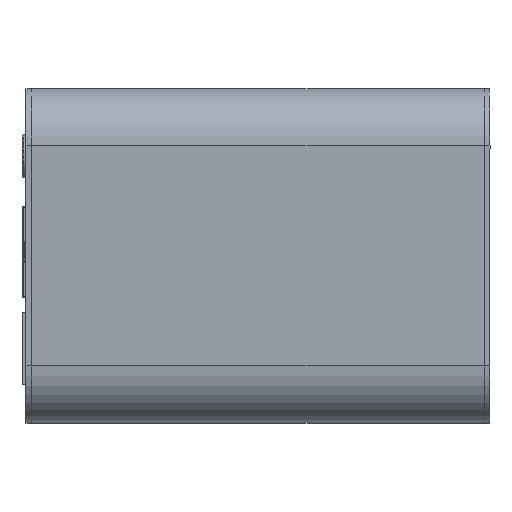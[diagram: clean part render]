
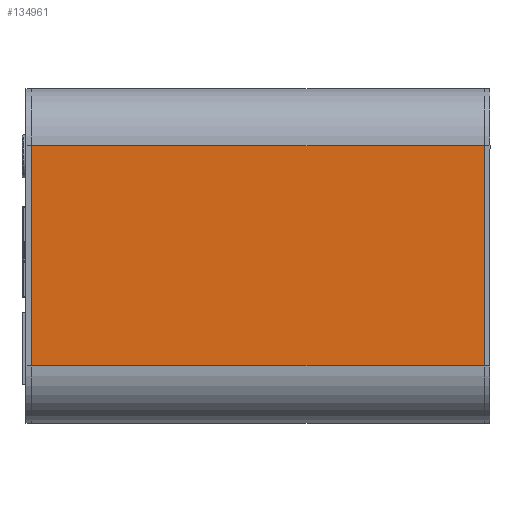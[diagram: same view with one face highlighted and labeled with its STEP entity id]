
A CAD part, top view. The second image highlights one B-rep face of the part: STEP entity #134961.
In plain terms, the highlighted planar face has unit normal (0, 0, 1).
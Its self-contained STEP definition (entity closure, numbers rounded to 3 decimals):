
#133812 = VERTEX_POINT('',#133813);
#133813 = CARTESIAN_POINT('',(-0.757,23.,
    17.193));
#133822 = EDGE_CURVE('',#133823,#133812,#133825,.T.);
#133823 = VERTEX_POINT('',#133824);
#133824 = CARTESIAN_POINT('',(93.843,23.,
    17.193));
#133825 = LINE('',#133826,#133827);
#133826 = CARTESIAN_POINT('',(40.501,23.,
    17.193));
#133827 = VECTOR('',#133828,1.);
#133828 = DIRECTION('',(-1.,0.,0.));
#134154 = VERTEX_POINT('',#134155);
#134155 = CARTESIAN_POINT('',(-0.757,-23.,
    17.193));
#134164 = EDGE_CURVE('',#133812,#134154,#134165,.T.);
#134165 = LINE('',#134166,#134167);
#134166 = CARTESIAN_POINT('',(-0.757,0.,
    17.193));
#134167 = VECTOR('',#134168,1.);
#134168 = DIRECTION('',(0.,-1.,0.));
#134486 = EDGE_CURVE('',#133823,#134487,#134489,.T.);
#134487 = VERTEX_POINT('',#134488);
#134488 = CARTESIAN_POINT('',(93.843,-23.,
    17.193));
#134489 = LINE('',#134490,#134491);
#134490 = CARTESIAN_POINT('',(93.843,0.,
    17.193));
#134491 = VECTOR('',#134492,1.);
#134492 = DIRECTION('',(-0.,-1.,0.));
#134950 = EDGE_CURVE('',#134154,#134487,#134951,.T.);
#134951 = LINE('',#134952,#134953);
#134952 = CARTESIAN_POINT('',(40.501,-23.,
    17.193));
#134953 = VECTOR('',#134954,1.);
#134954 = DIRECTION('',(1.,0.,0.));
#134961 = ADVANCED_FACE('',(#134962),#134968,.T.);
#134962 = FACE_BOUND('',#134963,.T.);
#134963 = EDGE_LOOP('',(#134964,#134965,#134966,#134967));
#134964 = ORIENTED_EDGE('',*,*,#134486,.F.);
#134965 = ORIENTED_EDGE('',*,*,#133822,.T.);
#134966 = ORIENTED_EDGE('',*,*,#134164,.T.);
#134967 = ORIENTED_EDGE('',*,*,#134950,.T.);
#134968 = PLANE('',#134969);
#134969 = AXIS2_PLACEMENT_3D('',#134970,#134971,#134972);
#134970 = CARTESIAN_POINT('',(81.001,23.,
    17.193));
#134971 = DIRECTION('',(0.,0.,1.));
#134972 = DIRECTION('',(-1.,0.,0.));
